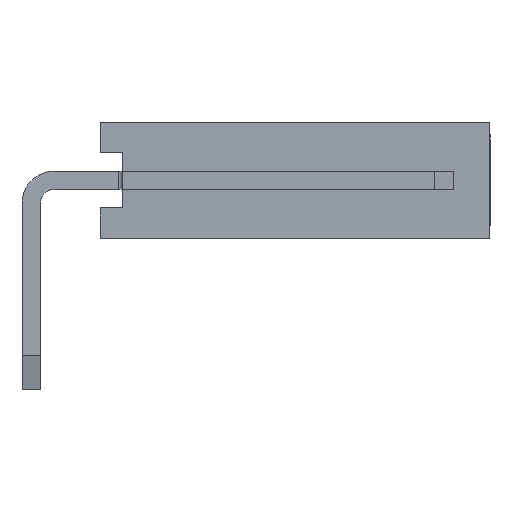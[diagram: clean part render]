
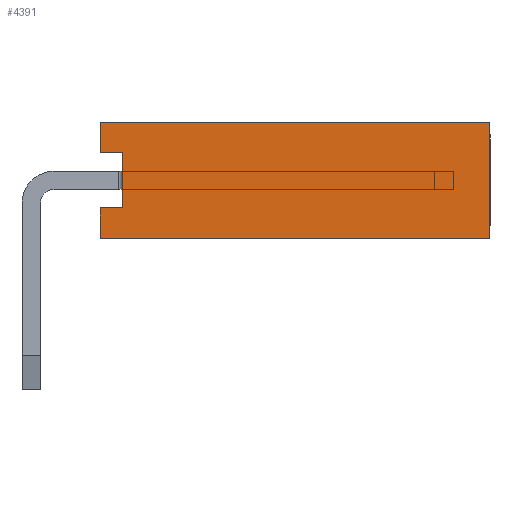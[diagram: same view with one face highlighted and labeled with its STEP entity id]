
A CAD part, left-side view. The second image highlights one B-rep face of the part: STEP entity #4391.
In plain terms, the highlighted planar face has unit normal (-1, 0, 0).
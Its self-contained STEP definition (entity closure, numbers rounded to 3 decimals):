
#4391=ADVANCED_FACE('',(#23429),#23431,.T.);
#23429=FACE_BOUND('',#23430,.T.);
#23430=EDGE_LOOP('',(#38749,#38750,#38751,#38752,#38753,#38754,#38755,#38756));
#23431=PLANE('',#23432);
#23432=AXIS2_PLACEMENT_3D('',#23433,#23434,#23435);
#23433=CARTESIAN_POINT('',(-1.27,-1.5,2.54));
#23434=DIRECTION('',(-1.,0.,0.));
#23435=DIRECTION('',(0.,0.,-1.));
#38749=ORIENTED_EDGE('',*,*,#49773,.T.);
#38750=ORIENTED_EDGE('',*,*,#49774,.T.);
#38751=ORIENTED_EDGE('',*,*,#49775,.T.);
#38752=ORIENTED_EDGE('',*,*,#49776,.F.);
#38753=ORIENTED_EDGE('',*,*,#49777,.F.);
#38754=ORIENTED_EDGE('',*,*,#49778,.T.);
#38755=ORIENTED_EDGE('',*,*,#49779,.T.);
#38756=ORIENTED_EDGE('',*,*,#49021,.T.);
#49021=EDGE_CURVE('',#56161,#56162,#56163,.T.);
#49773=EDGE_CURVE('',#56162,#57221,#57222,.F.);
#49774=EDGE_CURVE('',#57221,#57223,#57224,.T.);
#49775=EDGE_CURVE('',#57223,#57225,#57226,.T.);
#49776=EDGE_CURVE('',#57227,#57225,#57228,.T.);
#49777=EDGE_CURVE('',#57229,#57227,#57230,.T.);
#49778=EDGE_CURVE('',#57229,#57231,#57232,.T.);
#49779=EDGE_CURVE('',#57231,#56161,#57233,.F.);
#56161=VERTEX_POINT('',#68745);
#56162=VERTEX_POINT('',#68746);
#56163=LINE('',#68747,#68748);
#57221=VERTEX_POINT('',#71309);
#57222=LINE('',#71310,#71311);
#57223=VERTEX_POINT('',#71313);
#57224=LINE('',#71314,#71315);
#57225=VERTEX_POINT('',#71317);
#57226=LINE('',#71318,#71319);
#57227=VERTEX_POINT('',#71321);
#57228=LINE('',#71322,#71323);
#57229=VERTEX_POINT('',#71325);
#57230=LINE('',#71326,#71327);
#57231=VERTEX_POINT('',#71329);
#57232=LINE('',#71330,#71331);
#57233=LINE('',#71333,#71334);
#68745=CARTESIAN_POINT('',(-1.27,-2.,1.87));
#68746=CARTESIAN_POINT('',(-1.27,-2.,0.67));
#68747=CARTESIAN_POINT('',(-1.27,-2.,1.87));
#68748=VECTOR('',#68749,1.);
#68749=DIRECTION('',(0.,0.,-1.));
#71309=CARTESIAN_POINT('',(-1.27,-1.5,0.67));
#71310=CARTESIAN_POINT('',(-1.27,-1.5,0.67));
#71311=VECTOR('',#71312,1.);
#71312=DIRECTION('',(0.,-1.,0.));
#71313=CARTESIAN_POINT('',(-1.27,-1.5,0.));
#71314=CARTESIAN_POINT('',(-1.27,-1.5,0.67));
#71315=VECTOR('',#71316,1.);
#71316=DIRECTION('',(0.,0.,-1.));
#71317=CARTESIAN_POINT('',(-1.27,-10.,0.));
#71318=CARTESIAN_POINT('',(-1.27,-1.5,0.));
#71319=VECTOR('',#71320,1.);
#71320=DIRECTION('',(0.,-1.,0.));
#71321=CARTESIAN_POINT('',(-1.27,-10.,2.54));
#71322=CARTESIAN_POINT('',(-1.27,-10.,2.54));
#71323=VECTOR('',#71324,1.);
#71324=DIRECTION('',(0.,0.,-1.));
#71325=CARTESIAN_POINT('',(-1.27,-1.5,2.54));
#71326=CARTESIAN_POINT('',(-1.27,-1.5,2.54));
#71327=VECTOR('',#71328,1.);
#71328=DIRECTION('',(0.,-1.,0.));
#71329=CARTESIAN_POINT('',(-1.27,-1.5,1.87));
#71330=CARTESIAN_POINT('',(-1.27,-1.5,2.54));
#71331=VECTOR('',#71332,1.);
#71332=DIRECTION('',(0.,0.,-1.));
#71333=CARTESIAN_POINT('',(-1.27,-2.,1.87));
#71334=VECTOR('',#71335,1.);
#71335=DIRECTION('',(0.,1.,0.));
